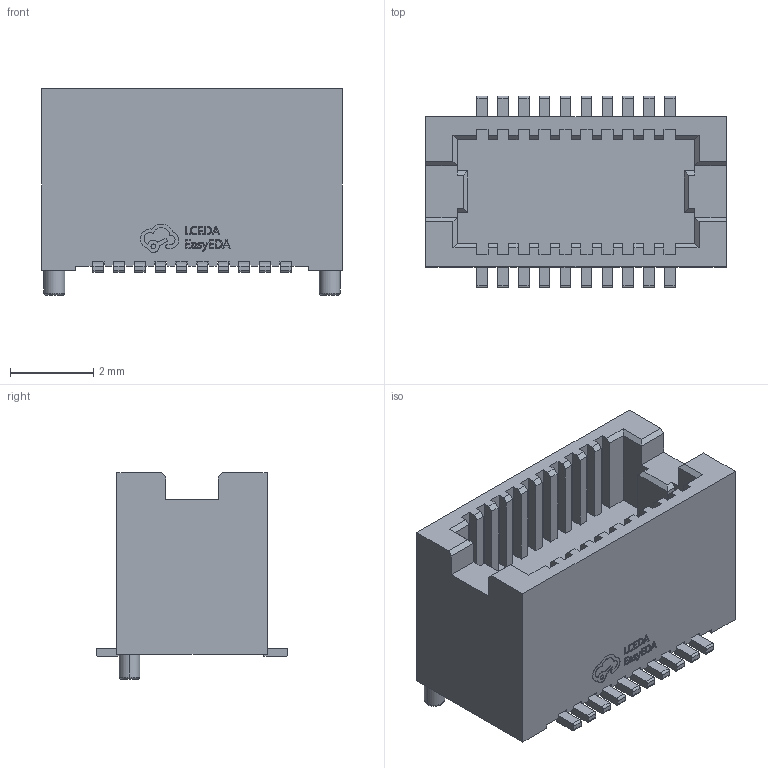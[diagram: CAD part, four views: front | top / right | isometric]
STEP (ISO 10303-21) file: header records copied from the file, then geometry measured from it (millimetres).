
FILE_DESCRIPTION (( 'STEP AP214' ), '1' );
FILE_NAME ('CONN-SMD_20P-P0.50_INCP_IPCB05501F20S3V.STEP', '2022-12-22T02:03:36', ( 'PC' ), ( 'Microsoft' ), 'SwSTEP 2.0', 'SolidWorks 2020', '' );
FILE_SCHEMA (( 'AUTOMOTIVE_DESIGN' ));
Length unit declared in the file: millimetre
Products named in the file (1): CONN-SMD_20P-P0.50_INCP_IPCB05501F20S3V
Bounding box: 7.2 x 4.6 x 4.95 mm (x, y, z)
Volume: 79.3 mm3; surface area: 229.9 mm2
Topology: 1 solids, 1 shells, 760 faces, 2195 edges, 1458 vertices
Faces by surface type: plane 574, bspline 98, cylinder 84, torus 4
Entity records: 33673 total; most frequent: CARTESIAN_POINT 5720, ORIENTED_EDGE 4390, DIRECTION 3497, EDGE_CURVE 2195, VECTOR 1819, LINE 1819, VERTEX_POINT 1458, AXIS2_PLACEMENT_3D 839
